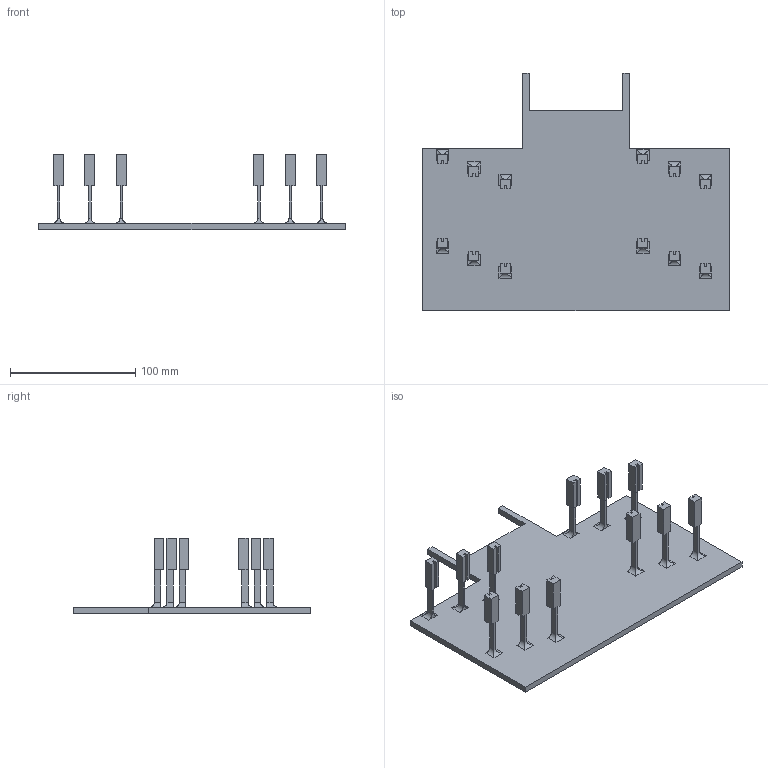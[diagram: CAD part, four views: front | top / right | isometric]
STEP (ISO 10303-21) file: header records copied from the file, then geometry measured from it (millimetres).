
FILE_DESCRIPTION(/* description */ (''),/* implementation_level */ '2;1');
FILE_NAME(/* name */ 'Odrive Rack_v2.step',/* time_stamp */ '2023-12-13T12:04:11-06:00',/* author */ (''),/* organization */ (''),/* preprocessor_version */ 'ST-DEVELOPER v20',/* originating_system */ 'Autodesk Translation Framework v12.14.0.127',/* authorisation */ '');
FILE_SCHEMA (('AUTOMOTIVE_DESIGN { 1 0 10303 214 3 1 1 }'));
Length unit declared in the file: millimetre
Products named in the file (1): Odrive Rack
Bounding box: 245 x 190 x 60 mm (x, y, z)
Volume: 194241.7 mm3; surface area: 90859.6 mm2
Topology: 1 solids, 1 shells, 206 faces, 528 edges, 336 vertices
Faces by surface type: plane 170, cylinder 36
Entity records: 6129 total; most frequent: CARTESIAN_POINT 1071, ORIENTED_EDGE 1056, DIRECTION 990, EDGE_CURVE 528, LINE 480, VECTOR 480, VERTEX_POINT 336, AXIS2_PLACEMENT_3D 255
